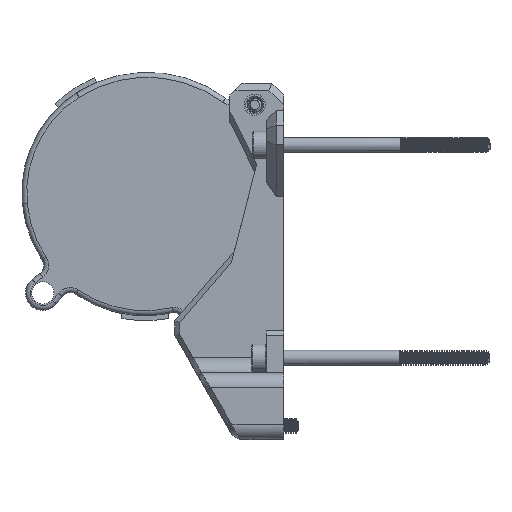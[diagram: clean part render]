
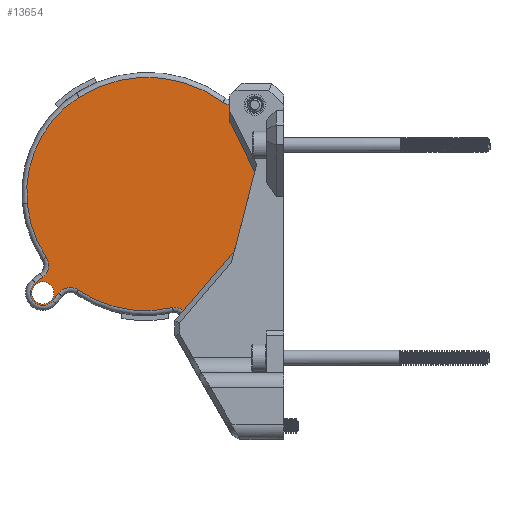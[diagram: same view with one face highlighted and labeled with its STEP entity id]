
A CAD part, left-side view. The second image highlights one B-rep face of the part: STEP entity #13654.
In plain terms, the highlighted face is planar.
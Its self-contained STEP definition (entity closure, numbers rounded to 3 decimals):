
#949=FACE_BOUND('',#2760,.T.);
#950=FACE_BOUND('',#2761,.T.);
#1031=CIRCLE('',#14539,2.25);
#1039=CIRCLE('',#14550,22.905);
#1055=CIRCLE('',#14568,3.);
#1070=CIRCLE('',#14589,2.5);
#1071=CIRCLE('',#14591,25.567);
#1072=CIRCLE('',#14592,3.);
#1073=CIRCLE('',#14593,25.567);
#1074=CIRCLE('',#14594,23.935);
#1075=CIRCLE('',#14595,3.);
#1076=CIRCLE('',#14596,2.5);
#1077=CIRCLE('',#14597,3.);
#1078=CIRCLE('',#14598,23.935);
#1079=CIRCLE('',#14599,2.);
#1080=CIRCLE('',#14600,2.25);
#1958=FACE_OUTER_BOUND('',#2759,.T.);
#2759=EDGE_LOOP('',(#10050,#10051,#10052,#10053,#10054,#10055,#10056,#10057,
#10058,#10059,#10060,#10061,#10062,#10063,#10064,#10065,#10066,#10067,#10068));
#2760=EDGE_LOOP('',(#10069));
#2761=EDGE_LOOP('',(#10070));
#3781=LINE('',#21107,#4790);
#3782=LINE('',#21126,#4791);
#3783=LINE('',#21128,#4792);
#3784=LINE('',#21133,#4793);
#3785=LINE('',#21134,#4794);
#3786=LINE('',#21141,#4795);
#3787=LINE('',#21149,#4796);
#4790=VECTOR('',#16506,1000.);
#4791=VECTOR('',#16527,1000.);
#4792=VECTOR('',#16528,1000.);
#4793=VECTOR('',#16533,1000.);
#4794=VECTOR('',#16534,1000.);
#4795=VECTOR('',#16541,1000.);
#4796=VECTOR('',#16550,1000.);
#5722=VERTEX_POINT('',#21008);
#5731=VERTEX_POINT('',#21030);
#5734=VERTEX_POINT('',#21035);
#5749=VERTEX_POINT('',#21069);
#5752=VERTEX_POINT('',#21074);
#5762=VERTEX_POINT('',#21101);
#5764=VERTEX_POINT('',#21105);
#5769=VERTEX_POINT('',#21118);
#5770=VERTEX_POINT('',#21120);
#5771=VERTEX_POINT('',#21124);
#5772=VERTEX_POINT('',#21125);
#5773=VERTEX_POINT('',#21127);
#5774=VERTEX_POINT('',#21129);
#5775=VERTEX_POINT('',#21131);
#5776=VERTEX_POINT('',#21136);
#5777=VERTEX_POINT('',#21138);
#5778=VERTEX_POINT('',#21140);
#5779=VERTEX_POINT('',#21143);
#5780=VERTEX_POINT('',#21145);
#5781=VERTEX_POINT('',#21147);
#5782=VERTEX_POINT('',#21150);
#7308=EDGE_CURVE('',#5722,#5722,#1031,.T.);
#7320=EDGE_CURVE('',#5731,#5734,#1039,.T.);
#7339=EDGE_CURVE('',#5749,#5752,#1055,.T.);
#7354=EDGE_CURVE('',#5762,#5764,#3781,.T.);
#7361=EDGE_CURVE('',#5769,#5770,#1070,.T.);
#7362=EDGE_CURVE('',#5771,#5772,#3782,.T.);
#7363=EDGE_CURVE('',#5772,#5773,#3783,.T.);
#7364=EDGE_CURVE('',#5773,#5774,#1071,.T.);
#7365=EDGE_CURVE('',#5774,#5775,#1072,.T.);
#7366=EDGE_CURVE('',#5775,#5769,#3784,.T.);
#7367=EDGE_CURVE('',#5770,#5749,#3785,.T.);
#7368=EDGE_CURVE('',#5752,#5731,#1073,.T.);
#7369=EDGE_CURVE('',#5734,#5776,#1074,.T.);
#7370=EDGE_CURVE('',#5776,#5777,#1075,.T.);
#7371=EDGE_CURVE('',#5777,#5778,#3786,.T.);
#7372=EDGE_CURVE('',#5778,#5762,#1076,.T.);
#7373=EDGE_CURVE('',#5764,#5779,#1077,.T.);
#7374=EDGE_CURVE('',#5779,#5780,#1078,.T.);
#7375=EDGE_CURVE('',#5781,#5780,#1079,.T.);
#7376=EDGE_CURVE('',#5781,#5771,#3787,.T.);
#7377=EDGE_CURVE('',#5782,#5782,#1080,.T.);
#10050=ORIENTED_EDGE('',*,*,#7362,.T.);
#10051=ORIENTED_EDGE('',*,*,#7363,.T.);
#10052=ORIENTED_EDGE('',*,*,#7364,.T.);
#10053=ORIENTED_EDGE('',*,*,#7365,.T.);
#10054=ORIENTED_EDGE('',*,*,#7366,.T.);
#10055=ORIENTED_EDGE('',*,*,#7361,.T.);
#10056=ORIENTED_EDGE('',*,*,#7367,.T.);
#10057=ORIENTED_EDGE('',*,*,#7339,.T.);
#10058=ORIENTED_EDGE('',*,*,#7368,.T.);
#10059=ORIENTED_EDGE('',*,*,#7320,.T.);
#10060=ORIENTED_EDGE('',*,*,#7369,.T.);
#10061=ORIENTED_EDGE('',*,*,#7370,.T.);
#10062=ORIENTED_EDGE('',*,*,#7371,.T.);
#10063=ORIENTED_EDGE('',*,*,#7372,.T.);
#10064=ORIENTED_EDGE('',*,*,#7354,.T.);
#10065=ORIENTED_EDGE('',*,*,#7373,.T.);
#10066=ORIENTED_EDGE('',*,*,#7374,.T.);
#10067=ORIENTED_EDGE('',*,*,#7375,.F.);
#10068=ORIENTED_EDGE('',*,*,#7376,.T.);
#10069=ORIENTED_EDGE('',*,*,#7308,.T.);
#10070=ORIENTED_EDGE('',*,*,#7377,.T.);
#13299=PLANE('',#14590);
#13654=ADVANCED_FACE('',(#1958,#949,#950),#13299,.F.);
#14539=AXIS2_PLACEMENT_3D('',#21010,#16409,#16410);
#14550=AXIS2_PLACEMENT_3D('',#21037,#16435,#16436);
#14568=AXIS2_PLACEMENT_3D('',#21076,#16474,#16475);
#14589=AXIS2_PLACEMENT_3D('',#21122,#16523,#16524);
#14590=AXIS2_PLACEMENT_3D('',#21123,#16525,#16526);
#14591=AXIS2_PLACEMENT_3D('',#21130,#16529,#16530);
#14592=AXIS2_PLACEMENT_3D('',#21132,#16531,#16532);
#14593=AXIS2_PLACEMENT_3D('',#21135,#16535,#16536);
#14594=AXIS2_PLACEMENT_3D('',#21137,#16537,#16538);
#14595=AXIS2_PLACEMENT_3D('',#21139,#16539,#16540);
#14596=AXIS2_PLACEMENT_3D('',#21142,#16542,#16543);
#14597=AXIS2_PLACEMENT_3D('',#21144,#16544,#16545);
#14598=AXIS2_PLACEMENT_3D('',#21146,#16546,#16547);
#14599=AXIS2_PLACEMENT_3D('',#21148,#16548,#16549);
#14600=AXIS2_PLACEMENT_3D('',#21151,#16551,#16552);
#16409=DIRECTION('center_axis',(0.,0.,1.));
#16410=DIRECTION('ref_axis',(0.,1.,0.));
#16435=DIRECTION('center_axis',(0.,0.,-1.));
#16436=DIRECTION('ref_axis',(0.,1.,0.));
#16474=DIRECTION('center_axis',(0.,0.,1.));
#16475=DIRECTION('ref_axis',(0.,1.,0.));
#16506=DIRECTION('',(-0.623,0.782,0.));
#16523=DIRECTION('center_axis',(0.,0.,-1.));
#16524=DIRECTION('ref_axis',(0.,1.,0.));
#16525=DIRECTION('center_axis',(0.,0.,1.));
#16526=DIRECTION('ref_axis',(0.,1.,0.));
#16527=DIRECTION('',(-1.,0.,0.));
#16528=DIRECTION('',(0.,1.,0.));
#16529=DIRECTION('center_axis',(0.,0.,-1.));
#16530=DIRECTION('ref_axis',(0.,1.,0.));
#16531=DIRECTION('center_axis',(0.,0.,1.));
#16532=DIRECTION('ref_axis',(0.,1.,0.));
#16533=DIRECTION('',(-0.811,0.585,0.));
#16534=DIRECTION('',(0.65,-0.76,0.));
#16535=DIRECTION('center_axis',(0.,0.,-1.));
#16536=DIRECTION('ref_axis',(0.,1.,0.));
#16537=DIRECTION('center_axis',(0.,0.,-1.));
#16538=DIRECTION('ref_axis',(0.,1.,0.));
#16539=DIRECTION('center_axis',(0.,0.,1.));
#16540=DIRECTION('ref_axis',(0.,1.,0.));
#16541=DIRECTION('',(0.792,-0.61,0.));
#16542=DIRECTION('center_axis',(0.,0.,-1.));
#16543=DIRECTION('ref_axis',(0.,1.,0.));
#16544=DIRECTION('center_axis',(0.,0.,1.));
#16545=DIRECTION('ref_axis',(0.,1.,0.));
#16546=DIRECTION('center_axis',(0.,0.,-1.));
#16547=DIRECTION('ref_axis',(0.,1.,0.));
#16548=DIRECTION('center_axis',(0.,0.,-1.));
#16549=DIRECTION('ref_axis',(0.,1.,0.));
#16550=DIRECTION('',(0.,-1.,0.));
#16551=DIRECTION('center_axis',(0.,0.,1.));
#16552=DIRECTION('ref_axis',(0.,1.,0.));
#21008=CARTESIAN_POINT('',(-22.8,22.25,0.));
#21010=CARTESIAN_POINT('Origin',(-22.8,20.,0.));
#21030=CARTESIAN_POINT('',(12.682,21.545,0.));
#21035=CARTESIAN_POINT('',(23.154,0.094,0.));
#21037=CARTESIAN_POINT('Origin',(0.35,2.243,0.));
#21069=CARTESIAN_POINT('',(-20.368,21.003,0.));
#21074=CARTESIAN_POINT('',(-16.303,20.543,0.));
#21076=CARTESIAN_POINT('Origin',(-18.089,22.954,0.));
#21101=CARTESIAN_POINT('',(18.044,-19.558,0.));
#21105=CARTESIAN_POINT('',(16.842,-18.048,0.));
#21107=CARTESIAN_POINT('',(16.842,-18.048,0.));
#21118=CARTESIAN_POINT('',(-24.264,17.973,0.));
#21120=CARTESIAN_POINT('',(-20.9,21.625,0.));
#21122=CARTESIAN_POINT('Origin',(-22.8,20.,0.));
#21123=CARTESIAN_POINT('Origin',(-1.697,0.484,0.));
#21124=CARTESIAN_POINT('',(-8.65,-25.6,0.));
#21125=CARTESIAN_POINT('',(-26.65,-25.6,0.));
#21126=CARTESIAN_POINT('',(-16.111,-25.6,0.));
#21127=CARTESIAN_POINT('',(-26.65,0.,0.));
#21128=CARTESIAN_POINT('',(-26.65,0.,0.));
#21129=CARTESIAN_POINT('',(-22.807,13.48,0.));
#21130=CARTESIAN_POINT('Origin',(-1.083,0.,
0.));
#21131=CARTESIAN_POINT('',(-23.6,17.494,0.));
#21132=CARTESIAN_POINT('Origin',(-25.357,15.062,0.));
#21133=CARTESIAN_POINT('',(-1.131,1.268,0.));
#21134=CARTESIAN_POINT('',(-20.368,21.003,0.));
#21135=CARTESIAN_POINT('Origin',(-1.083,0.,
0.));
#21136=CARTESIAN_POINT('',(19.32,-10.816,0.));
#21137=CARTESIAN_POINT('Origin',(-0.675,2.34,0.));
#21138=CARTESIAN_POINT('',(19.996,-14.842,0.));
#21139=CARTESIAN_POINT('Origin',(21.827,-12.465,0.));
#21140=CARTESIAN_POINT('',(21.525,-16.019,0.));
#21141=CARTESIAN_POINT('',(-1.03,1.35,0.));
#21142=CARTESIAN_POINT('Origin',(20.,-18.,0.));
#21143=CARTESIAN_POINT('',(12.806,-17.438,0.));
#21144=CARTESIAN_POINT('Origin',(14.495,-19.917,0.));
#21145=CARTESIAN_POINT('',(-6.189,-20.952,0.));
#21146=CARTESIAN_POINT('Origin',(-0.675,2.34,0.));
#21147=CARTESIAN_POINT('',(-8.65,-22.898,0.));
#21148=CARTESIAN_POINT('Origin',(-6.65,-22.898,0.));
#21149=CARTESIAN_POINT('',(-8.65,-25.6,0.));
#21150=CARTESIAN_POINT('',(20.,-15.75,0.));
#21151=CARTESIAN_POINT('Origin',(20.,-18.,0.));
